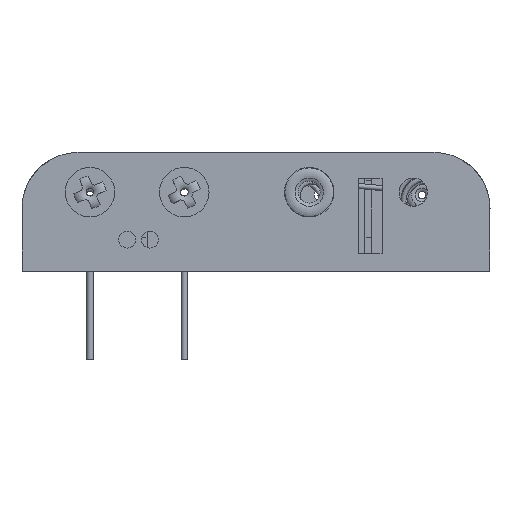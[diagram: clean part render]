
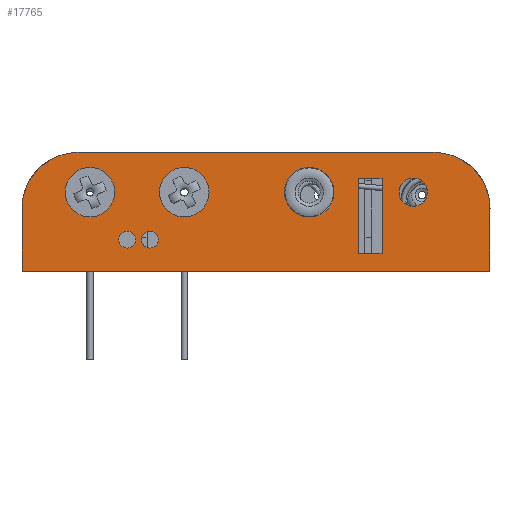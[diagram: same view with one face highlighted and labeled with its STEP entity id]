
A CAD part, left-side view. The second image highlights one B-rep face of the part: STEP entity #17765.
In plain terms, the highlighted planar face has unit normal (-1, 0, 0).
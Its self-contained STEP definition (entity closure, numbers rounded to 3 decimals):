
#712=CIRCLE('',#18764,7.544);
#730=CIRCLE('',#18792,7.544);
#734=CIRCLE('',#18800,3.327);
#735=CIRCLE('',#18801,3.327);
#736=CIRCLE('',#18802,3.327);
#737=CIRCLE('',#18803,1.905);
#738=CIRCLE('',#18804,1.143);
#739=CIRCLE('',#18805,1.143);
#1002=FACE_BOUND('',#2123,.T.);
#1003=FACE_BOUND('',#2124,.T.);
#1004=FACE_BOUND('',#2125,.T.);
#1005=FACE_BOUND('',#2126,.T.);
#1006=FACE_BOUND('',#2127,.T.);
#1007=FACE_BOUND('',#2128,.T.);
#1008=FACE_BOUND('',#2129,.T.);
#1107=FACE_OUTER_BOUND('',#2122,.T.);
#2122=EDGE_LOOP('',(#11838,#11839,#11840,#11841,#11842,#11843));
#2123=EDGE_LOOP('',(#11844));
#2124=EDGE_LOOP('',(#11845));
#2125=EDGE_LOOP('',(#11846));
#2126=EDGE_LOOP('',(#11847));
#2127=EDGE_LOOP('',(#11848));
#2128=EDGE_LOOP('',(#11849));
#2129=EDGE_LOOP('',(#11850,#11851,#11852,#11853));
#3613=LINE('',#27077,#5498);
#3618=LINE('',#27125,#5503);
#3622=LINE('',#27132,#5507);
#3637=LINE('',#27164,#5522);
#3638=LINE('',#27180,#5523);
#3639=LINE('',#27182,#5524);
#3640=LINE('',#27184,#5525);
#3641=LINE('',#27185,#5526);
#5498=VECTOR('',#20453,1000.);
#5503=VECTOR('',#20470,1000.);
#5507=VECTOR('',#20476,1000.);
#5522=VECTOR('',#20497,1000.);
#5523=VECTOR('',#20512,1000.);
#5524=VECTOR('',#20513,1000.);
#5525=VECTOR('',#20514,1000.);
#5526=VECTOR('',#20515,1000.);
#7501=VERTEX_POINT('',#26904);
#7502=VERTEX_POINT('',#26906);
#7533=VERTEX_POINT('',#27075);
#7539=VERTEX_POINT('',#27097);
#7542=VERTEX_POINT('',#27123);
#7544=VERTEX_POINT('',#27130);
#7559=VERTEX_POINT('',#27166);
#7560=VERTEX_POINT('',#27168);
#7561=VERTEX_POINT('',#27170);
#7562=VERTEX_POINT('',#27172);
#7563=VERTEX_POINT('',#27174);
#7564=VERTEX_POINT('',#27176);
#7565=VERTEX_POINT('',#27178);
#7566=VERTEX_POINT('',#27179);
#7567=VERTEX_POINT('',#27181);
#7568=VERTEX_POINT('',#27183);
#9194=EDGE_CURVE('',#7502,#7501,#712,.T.);
#9237=EDGE_CURVE('',#7501,#7533,#3613,.T.);
#9243=EDGE_CURVE('',#7533,#7539,#730,.T.);
#9248=EDGE_CURVE('',#7539,#7542,#3618,.T.);
#9252=EDGE_CURVE('',#7542,#7544,#3622,.T.);
#9269=EDGE_CURVE('',#7544,#7502,#3637,.T.);
#9270=EDGE_CURVE('',#7559,#7559,#734,.T.);
#9271=EDGE_CURVE('',#7560,#7560,#735,.T.);
#9272=EDGE_CURVE('',#7561,#7561,#736,.T.);
#9273=EDGE_CURVE('',#7562,#7562,#737,.T.);
#9274=EDGE_CURVE('',#7563,#7563,#738,.T.);
#9275=EDGE_CURVE('',#7564,#7564,#739,.T.);
#9276=EDGE_CURVE('',#7565,#7566,#3638,.T.);
#9277=EDGE_CURVE('',#7567,#7565,#3639,.T.);
#9278=EDGE_CURVE('',#7568,#7567,#3640,.T.);
#9279=EDGE_CURVE('',#7566,#7568,#3641,.T.);
#11838=ORIENTED_EDGE('',*,*,#9194,.T.);
#11839=ORIENTED_EDGE('',*,*,#9237,.T.);
#11840=ORIENTED_EDGE('',*,*,#9243,.T.);
#11841=ORIENTED_EDGE('',*,*,#9248,.T.);
#11842=ORIENTED_EDGE('',*,*,#9252,.T.);
#11843=ORIENTED_EDGE('',*,*,#9269,.T.);
#11844=ORIENTED_EDGE('',*,*,#9270,.F.);
#11845=ORIENTED_EDGE('',*,*,#9271,.F.);
#11846=ORIENTED_EDGE('',*,*,#9272,.F.);
#11847=ORIENTED_EDGE('',*,*,#9273,.F.);
#11848=ORIENTED_EDGE('',*,*,#9274,.F.);
#11849=ORIENTED_EDGE('',*,*,#9275,.F.);
#11850=ORIENTED_EDGE('',*,*,#9276,.F.);
#11851=ORIENTED_EDGE('',*,*,#9277,.F.);
#11852=ORIENTED_EDGE('',*,*,#9278,.F.);
#11853=ORIENTED_EDGE('',*,*,#9279,.F.);
#16113=PLANE('',#18799);
#17765=ADVANCED_FACE('',(#1107,#1002,#1003,#1004,#1005,#1006,#1007,#1008),
#16113,.T.);
#18764=AXIS2_PLACEMENT_3D('',#26907,#20383,#20384);
#18792=AXIS2_PLACEMENT_3D('',#27099,#20462,#20463);
#18799=AXIS2_PLACEMENT_3D('',#27165,#20498,#20499);
#18800=AXIS2_PLACEMENT_3D('',#27167,#20500,#20501);
#18801=AXIS2_PLACEMENT_3D('',#27169,#20502,#20503);
#18802=AXIS2_PLACEMENT_3D('',#27171,#20504,#20505);
#18803=AXIS2_PLACEMENT_3D('',#27173,#20506,#20507);
#18804=AXIS2_PLACEMENT_3D('',#27175,#20508,#20509);
#18805=AXIS2_PLACEMENT_3D('',#27177,#20510,#20511);
#20383=DIRECTION('center_axis',(-1.,0.,0.));
#20384=DIRECTION('ref_axis',(0.,-1.,0.));
#20453=DIRECTION('',(0.,1.,0.));
#20462=DIRECTION('center_axis',(-1.,0.,0.));
#20463=DIRECTION('ref_axis',(0.,1.,0.));
#20470=DIRECTION('',(0.,0.,-1.));
#20476=DIRECTION('',(0.,-1.,0.));
#20497=DIRECTION('',(0.,0.,1.));
#20498=DIRECTION('center_axis',(-1.,0.,0.));
#20499=DIRECTION('ref_axis',(0.,-1.,0.));
#20500=DIRECTION('center_axis',(-1.,0.,0.));
#20501=DIRECTION('ref_axis',(0.,-1.,0.));
#20502=DIRECTION('center_axis',(-1.,0.,0.));
#20503=DIRECTION('ref_axis',(0.,-1.,0.));
#20504=DIRECTION('center_axis',(-1.,0.,0.));
#20505=DIRECTION('ref_axis',(0.,-1.,0.));
#20506=DIRECTION('center_axis',(-1.,0.,0.));
#20507=DIRECTION('ref_axis',(0.,-1.,0.));
#20508=DIRECTION('center_axis',(-1.,0.,0.));
#20509=DIRECTION('ref_axis',(0.,-1.,0.));
#20510=DIRECTION('center_axis',(-1.,0.,0.));
#20511=DIRECTION('ref_axis',(0.,-1.,0.));
#20512=DIRECTION('',(0.,0.,-1.));
#20513=DIRECTION('',(0.,1.,0.));
#20514=DIRECTION('',(0.,0.,1.));
#20515=DIRECTION('',(0.,-1.,0.));
#26904=CARTESIAN_POINT('',(-29.,-23.951,16.));
#26906=CARTESIAN_POINT('',(-29.,-31.495,8.456));
#26907=CARTESIAN_POINT('Origin',(-29.,-23.951,8.456));
#27075=CARTESIAN_POINT('',(-29.,23.951,16.));
#27077=CARTESIAN_POINT('',(-29.,-23.951,16.));
#27097=CARTESIAN_POINT('',(-29.,31.495,8.456));
#27099=CARTESIAN_POINT('Origin',(-29.,23.951,8.456));
#27123=CARTESIAN_POINT('',(-29.,31.495,0.));
#27125=CARTESIAN_POINT('',(-29.,31.495,0.));
#27130=CARTESIAN_POINT('',(-29.,-31.495,0.));
#27132=CARTESIAN_POINT('',(-29.,31.495,0.));
#27164=CARTESIAN_POINT('',(-29.,-31.495,0.));
#27165=CARTESIAN_POINT('Origin',(-29.,-23.951,8.456));
#27166=CARTESIAN_POINT('',(-29.,-3.838,10.64));
#27167=CARTESIAN_POINT('Origin',(-29.,-7.165,10.64));
#27168=CARTESIAN_POINT('',(-29.,25.677,10.64));
#27169=CARTESIAN_POINT('Origin',(-29.,22.35,10.64));
#27170=CARTESIAN_POINT('',(-29.,12.977,10.64));
#27171=CARTESIAN_POINT('Origin',(-29.,9.65,10.64));
#27172=CARTESIAN_POINT('',(-29.,-19.26,10.64));
#27173=CARTESIAN_POINT('Origin',(-29.,-21.165,10.64));
#27174=CARTESIAN_POINT('',(-29.,15.417,4.27));
#27175=CARTESIAN_POINT('Origin',(-29.,14.274,4.27));
#27176=CARTESIAN_POINT('',(-29.,18.465,4.27));
#27177=CARTESIAN_POINT('Origin',(-29.,17.322,4.27));
#27178=CARTESIAN_POINT('',(-29.,-13.766,12.545));
#27179=CARTESIAN_POINT('',(-29.,-13.766,2.413));
#27180=CARTESIAN_POINT('',(-29.,-13.766,2.413));
#27181=CARTESIAN_POINT('',(-29.,-16.966,12.545));
#27182=CARTESIAN_POINT('',(-29.,-13.766,12.545));
#27183=CARTESIAN_POINT('',(-29.,-16.966,2.413));
#27184=CARTESIAN_POINT('',(-29.,-16.966,12.545));
#27185=CARTESIAN_POINT('',(-29.,-16.966,2.413));
